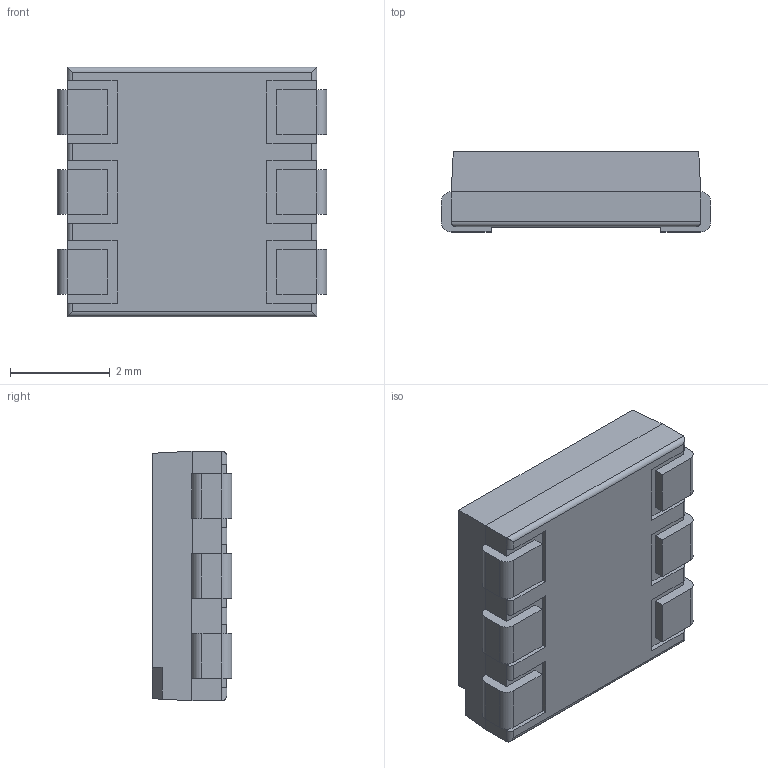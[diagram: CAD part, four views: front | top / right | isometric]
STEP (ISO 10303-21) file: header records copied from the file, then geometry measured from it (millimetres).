
FILE_DESCRIPTION (( 'STEP AP214' ), '1' );
FILE_NAME ('LTST-G563ZEGBW.STEP', '2023-03-15T14:31:35', ( '' ), ( '' ), 'SwSTEP 2.0', 'SolidWorks 2017', '' );
FILE_SCHEMA (( 'AUTOMOTIVE_DESIGN' ));
Length unit declared in the file: millimetre
Products named in the file (1): LTST-G563ZEGBW
Bounding box: 5.4 x 1.6 x 5 mm (x, y, z)
Volume: 38 mm3; surface area: 147 mm2
Topology: 8 solids, 8 shells, 107 faces, 250 edges, 160 vertices
Faces by surface type: plane 81, cylinder 26
Entity records: 3105 total; most frequent: CARTESIAN_POINT 530, DIRECTION 506, ORIENTED_EDGE 500, EDGE_CURVE 250, VECTOR 202, LINE 202, VERTEX_POINT 160, AXIS2_PLACEMENT_3D 152
